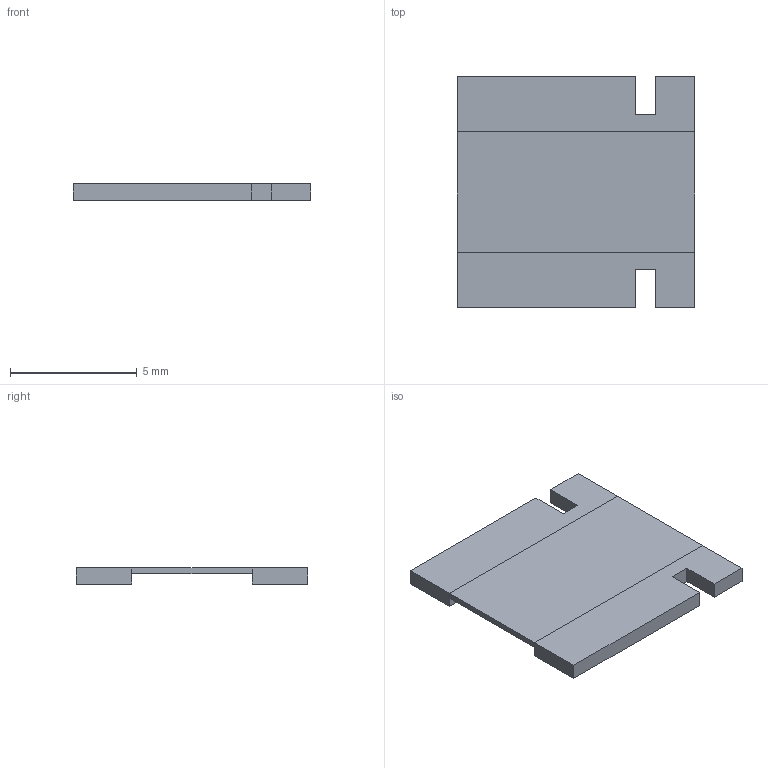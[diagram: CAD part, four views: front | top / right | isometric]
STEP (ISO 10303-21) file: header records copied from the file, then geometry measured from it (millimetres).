
FILE_DESCRIPTION(('FreeCAD Model'),'2;1');
FILE_NAME('WSL3637.step', '2016-10-10T17:01:42',('Author'),(''), 'Open CASCADE STEP processor 6.8','FreeCAD','Unknown');
FILE_SCHEMA(('AUTOMOTIVE_DESIGN_CC2 { 1 2 10303 214 -1 1 5 4 }'));
Length unit declared in the file: millimetre
Products named in the file (2): ASSEMBLY; WSL3637
Assembly tree (1 placements, depth 2):
  ASSEMBLY
    WSL3637
Bounding box: 9.4 x 9.14 x 0.64 mm (x, y, z)
Volume: 34.9 mm3; surface area: 198.1 mm2
Topology: 1 solids, 1 shells, 24 faces, 58 edges, 36 vertices
Faces by surface type: plane 24
Entity records: 1631 total; most frequent: CARTESIAN_POINT 236, DIRECTION 226, LINE 174, VECTOR 174, ORIENTED_EDGE 116, PCURVE 116, DEFINITIONAL_REPRESENTATION 116, EDGE_CURVE 58
